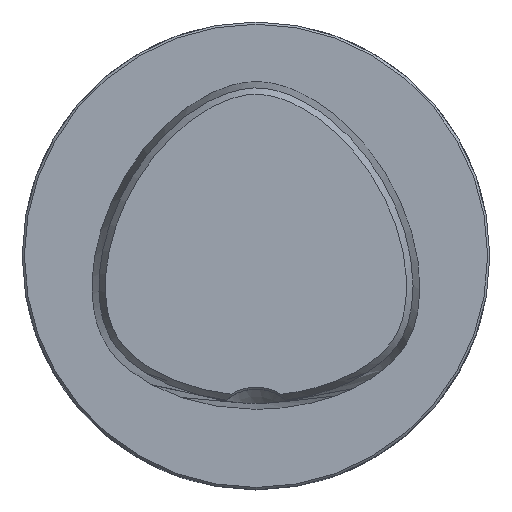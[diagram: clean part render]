
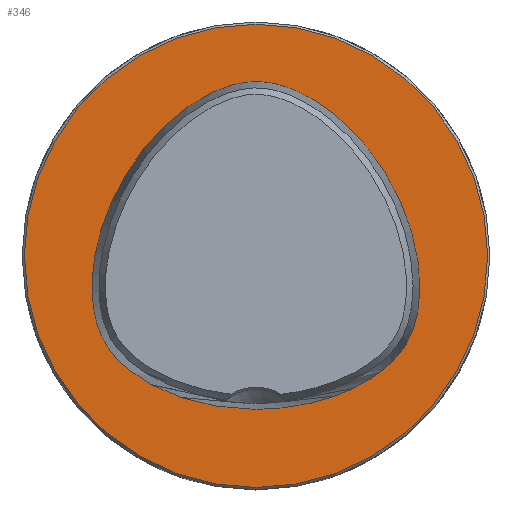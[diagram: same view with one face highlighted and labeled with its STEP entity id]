
A CAD part, top view. The second image highlights one B-rep face of the part: STEP entity #346.
In plain terms, the highlighted planar face has unit normal (0, 0, 1).
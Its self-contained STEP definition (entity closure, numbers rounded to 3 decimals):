
#54=B_SPLINE_CURVE_WITH_KNOTS('',3,(#2062,#2063,#2064,#2065,#2066,#2067,
#2068,#2069,#2070,#2071,#2072,#2073,#2074,#2075,#2076,#2077,#2078,#2079,
#2080,#2081,#2082,#2083,#2084,#2085,#2086,#2087,#2088,#2089,#2090,#2091,
#2092,#2093,#2094,#2095,#2096,#2097,#2098,#2099,#2100,#2101,#2102,#2103,
#2104,#2105,#2106,#2107,#2108,#2109,#2110,#2111,#2112,#2113,#2114,#2115,
#2116,#2117,#2118,#2119,#2120,#2121,#2122,#2123,#2124,#2125,#2126,#2127,
#2128,#2129,#2130,#2131,#2132),.UNSPECIFIED.,.T.,.F.,(1,1,2,1,1,1,1,1,1,
1,1,1,1,1,1,1,1,1,1,1,1,1,1,1,1,1,1,1,1,1,1,1,1,1,1,1,1,1,1,1,1,1,1,1,1,
1,1,1,1,1,1,1,1,1,1,1,1,1,1,1,1,1,1,1,1,1,1,1,1,1,2,1,1),(-0.031,-0.016,
0.,0.016,0.031,0.063,0.078,0.094,0.109,0.125,0.133,0.141,
0.148,0.156,0.164,0.172,0.18,0.188,0.195,0.203,
0.219,0.234,0.25,0.266,0.281,0.313,0.344,0.359,0.375,0.406,
0.422,0.438,0.453,0.469,0.484,0.492,0.5,0.508,0.516,
0.531,0.547,0.563,0.578,0.594,0.625,0.641,0.656,0.688,
0.719,0.734,0.75,0.766,0.781,0.797,0.805,0.813,0.82,
0.828,0.836,0.844,0.852,0.859,0.867,0.875,0.891,
0.906,0.922,0.938,0.969,0.984,1.,1.016,1.031),
 .UNSPECIFIED.);
#346=ADVANCED_FACE('CU_E_LO_SU_1',(#457,#458),#399,.F.);
#399=PLANE('',#1213);
#457=FACE_BOUND('',#539,.T.);
#458=FACE_BOUND('',#540,.T.);
#539=EDGE_LOOP('',(#743));
#540=EDGE_LOOP('',(#744));
#743=ORIENTED_EDGE('',*,*,#1033,.T.);
#744=ORIENTED_EDGE('',*,*,#1034,.T.);
#911=VERTEX_POINT('',#2133);
#912=VERTEX_POINT('',#2277);
#1033=EDGE_CURVE('',#911,#911,#54,.T.);
#1034=EDGE_CURVE('',#912,#912,#1108,.T.);
#1108=CIRCLE('',#1212,31.2);
#1212=AXIS2_PLACEMENT_3D('',#2276,#1445,#1446);
#1213=AXIS2_PLACEMENT_3D('',#2278,#1447,#1448);
#1445=DIRECTION('',(0.,0.,1.));
#1446=DIRECTION('',(1.,0.,0.));
#1447=DIRECTION('',(0.,0.,-1.));
#1448=DIRECTION('',(-1.,0.,0.));
#2062=CARTESIAN_POINT('',(0.721,-20.675,0.));
#2063=CARTESIAN_POINT('',(-0.721,-20.675,0.));
#2064=CARTESIAN_POINT('',(-2.165,-20.628,0.));
#2065=CARTESIAN_POINT('',(-5.038,-20.346,0.));
#2066=CARTESIAN_POINT('',(-7.877,-19.778,0.));
#2067=CARTESIAN_POINT('',(-10.631,-18.907,0.));
#2068=CARTESIAN_POINT('',(-12.641,-18.096,0.));
#2069=CARTESIAN_POINT('',(-14.576,-17.115,0.));
#2070=CARTESIAN_POINT('',(-16.103,-16.145,0.));
#2071=CARTESIAN_POINT('',(-17.253,-15.267,0.));
#2072=CARTESIAN_POINT('',(-18.072,-14.555,0.));
#2073=CARTESIAN_POINT('',(-18.838,-13.784,0.));
#2074=CARTESIAN_POINT('',(-19.538,-12.952,0.));
#2075=CARTESIAN_POINT('',(-20.159,-12.058,0.));
#2076=CARTESIAN_POINT('',(-20.688,-11.106,0.));
#2077=CARTESIAN_POINT('',(-21.12,-10.107,0.));
#2078=CARTESIAN_POINT('',(-21.46,-9.075,0.));
#2079=CARTESIAN_POINT('',(-21.718,-8.02,0.));
#2080=CARTESIAN_POINT('',(-21.963,-6.594,0.));
#2081=CARTESIAN_POINT('',(-22.104,-4.789,0.));
#2082=CARTESIAN_POINT('',(-22.053,-2.62,0.));
#2083=CARTESIAN_POINT('',(-21.81,-0.466,0.));
#2084=CARTESIAN_POINT('',(-21.395,1.661,0.));
#2085=CARTESIAN_POINT('',(-20.635,4.448,0.));
#2086=CARTESIAN_POINT('',(-19.324,7.819,0.));
#2087=CARTESIAN_POINT('',(-17.584,10.988,0.));
#2088=CARTESIAN_POINT('',(-15.954,13.372,0.));
#2089=CARTESIAN_POINT('',(-14.171,15.643,0.));
#2090=CARTESIAN_POINT('',(-12.16,17.727,0.));
#2091=CARTESIAN_POINT('',(-9.932,19.566,0.));
#2092=CARTESIAN_POINT('',(-8.152,20.804,0.));
#2093=CARTESIAN_POINT('',(-6.263,21.873,0.));
#2094=CARTESIAN_POINT('',(-4.268,22.734,0.));
#2095=CARTESIAN_POINT('',(-2.522,23.227,0.));
#2096=CARTESIAN_POINT('',(-1.087,23.439,0.));
#2097=CARTESIAN_POINT('',(0.,23.494,0.));
#2098=CARTESIAN_POINT('',(1.087,23.439,0.));
#2099=CARTESIAN_POINT('',(2.522,23.227,0.));
#2100=CARTESIAN_POINT('',(4.268,22.734,0.));
#2101=CARTESIAN_POINT('',(6.263,21.873,0.));
#2102=CARTESIAN_POINT('',(8.152,20.804,0.));
#2103=CARTESIAN_POINT('',(9.932,19.566,0.));
#2104=CARTESIAN_POINT('',(12.16,17.727,0.));
#2105=CARTESIAN_POINT('',(14.171,15.643,0.));
#2106=CARTESIAN_POINT('',(15.954,13.372,0.));
#2107=CARTESIAN_POINT('',(17.584,10.988,0.));
#2108=CARTESIAN_POINT('',(19.324,7.819,0.));
#2109=CARTESIAN_POINT('',(20.635,4.448,0.));
#2110=CARTESIAN_POINT('',(21.395,1.661,0.));
#2111=CARTESIAN_POINT('',(21.81,-0.466,0.));
#2112=CARTESIAN_POINT('',(22.053,-2.62,0.));
#2113=CARTESIAN_POINT('',(22.104,-4.789,0.));
#2114=CARTESIAN_POINT('',(21.963,-6.594,0.));
#2115=CARTESIAN_POINT('',(21.718,-8.02,0.));
#2116=CARTESIAN_POINT('',(21.46,-9.075,0.));
#2117=CARTESIAN_POINT('',(21.12,-10.107,0.));
#2118=CARTESIAN_POINT('',(20.688,-11.106,0.));
#2119=CARTESIAN_POINT('',(20.159,-12.058,0.));
#2120=CARTESIAN_POINT('',(19.538,-12.952,0.));
#2121=CARTESIAN_POINT('',(18.838,-13.784,0.));
#2122=CARTESIAN_POINT('',(18.072,-14.555,0.));
#2123=CARTESIAN_POINT('',(17.253,-15.267,0.));
#2124=CARTESIAN_POINT('',(16.103,-16.145,0.));
#2125=CARTESIAN_POINT('',(14.576,-17.115,0.));
#2126=CARTESIAN_POINT('',(12.641,-18.096,0.));
#2127=CARTESIAN_POINT('',(10.631,-18.907,0.));
#2128=CARTESIAN_POINT('',(7.877,-19.778,0.));
#2129=CARTESIAN_POINT('',(5.038,-20.346,0.));
#2130=CARTESIAN_POINT('',(2.165,-20.628,0.));
#2131=CARTESIAN_POINT('',(0.721,-20.675,0.));
#2132=CARTESIAN_POINT('',(-0.721,-20.675,0.));
#2133=CARTESIAN_POINT('',(0.,-20.675,0.));
#2276=CARTESIAN_POINT('',(0.,0.,0.));
#2277=CARTESIAN_POINT('',(31.2,0.,0.));
#2278=CARTESIAN_POINT('',(0.,1.392,0.));
